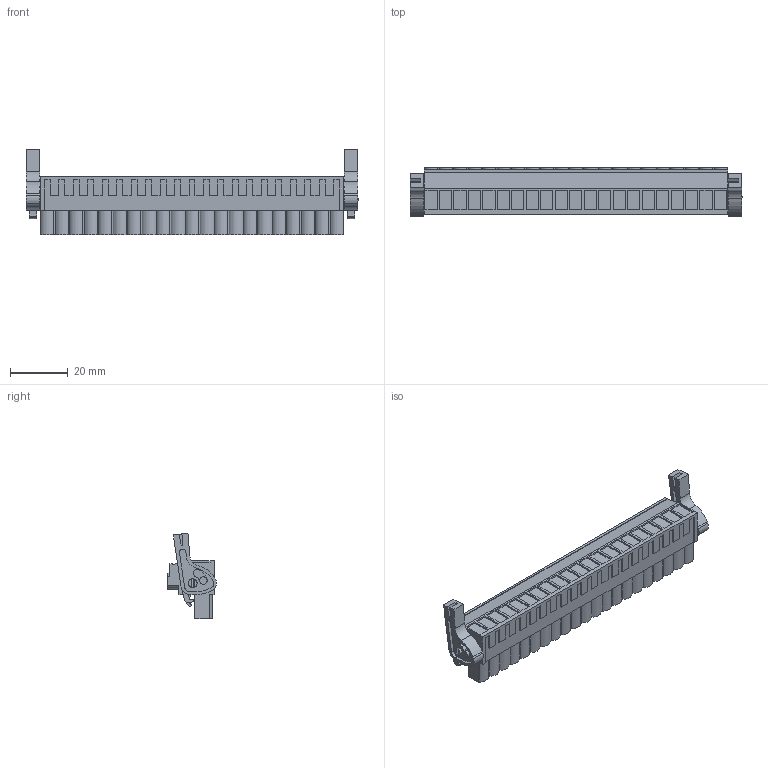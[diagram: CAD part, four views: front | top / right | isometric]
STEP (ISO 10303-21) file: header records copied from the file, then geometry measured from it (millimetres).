
FILE_DESCRIPTION(('CATIA V5 STEP Exchange','CAx-IF Rec.Pracs.--- Model Styling and Organization---1.2---2011-12-15'),'2;1');
FILE_NAME ('D1460368_0_1956180000_1956180000.stp','2017-05-31T12:55:21+00:00',('none'),('Weidmueller'),'CATIA Version 5-6 Release 2014','CATIA V5 STEP AP214','none');
FILE_SCHEMA(('AUTOMOTIVE_DESIGN { 1 0 10303 214 1 1 1 1 }'));
Length unit declared in the file: millimetre
Products named in the file (1): 1956180000
Bounding box: 114.7 x 16.89 x 29.52 mm (x, y, z)
Volume: 21898.5 mm3; surface area: 12788.6 mm2
Topology: 24 solids, 24 shells, 1400 faces, 4012 edges, 2754 vertices
Faces by surface type: plane 1089, cylinder 309, extrusion 2
Entity records: 44103 total; most frequent: CARTESIAN_POINT 8199, ORIENTED_EDGE 8024, DIRECTION 5759, EDGE_CURVE 4012, VECTOR 3249, LINE 3247, VERTEX_POINT 2754, AXIS2_PLACEMENT_3D 1603
